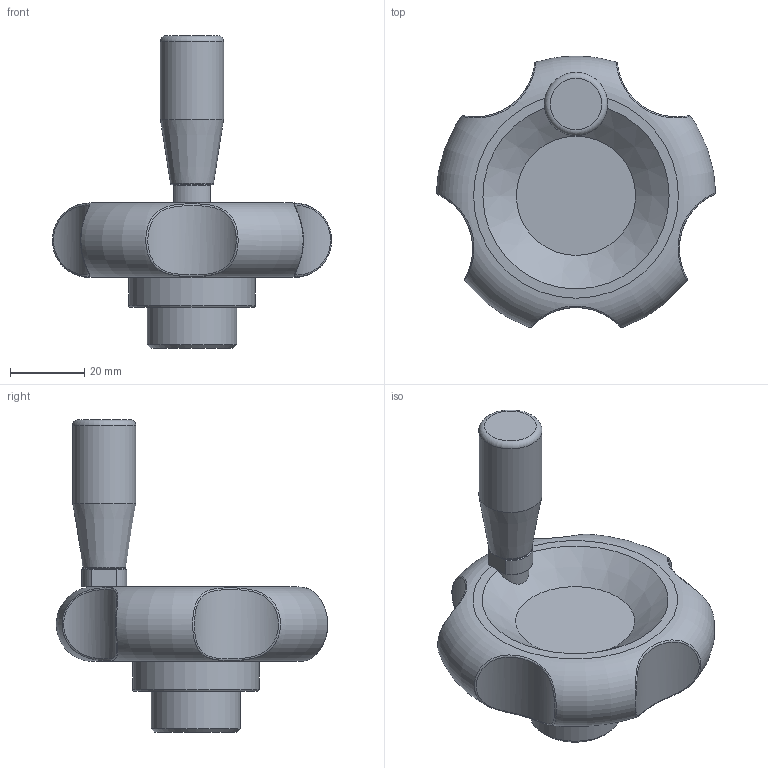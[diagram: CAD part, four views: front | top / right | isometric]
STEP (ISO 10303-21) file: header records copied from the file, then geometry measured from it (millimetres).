
FILE_DESCRIPTION( ( 'Unknown' ), '1' );
FILE_NAME( '6125005_VUM75.stp', 'Unknown', ( 'Unknown' ), ( 'Unknown' ), 'PSStep 11.0', 'Unknown', ' ' );
FILE_SCHEMA( ( 'AUTOMOTIVE_DESIGN { 1 0 10303 214 1 1 1 1 }' ) );
Length unit declared in the file: millimetre
Products named in the file (1): 1831025
Bounding box: 74.98 x 72.88 x 83.9 mm (x, y, z)
Volume: 75664.4 mm3; surface area: 18918.3 mm2
Topology: 1 solids, 6 shells, 82 faces, 178 edges, 110 vertices
Faces by surface type: plane 26, cylinder 24, cone 20, torus 6, bspline 5, sphere 1
Full cylindrical faces by diameter (mm): 4 x1, 4.917 x2, 5 x1, 5.1 x2, 6 x1, 8 x2, 17 x1, 20 x1, 24 x1, 34 x1
Entity records: 10719 total; most frequent: CARTESIAN_POINT 8567, DIRECTION 312, ORIENTED_EDGE 232, AXIS2_PLACEMENT_3D 145, EDGE_LOOP 133, EDGE_CURVE 116, FACE_OUTER_BOUND 107, VERTEX_POINT 92
